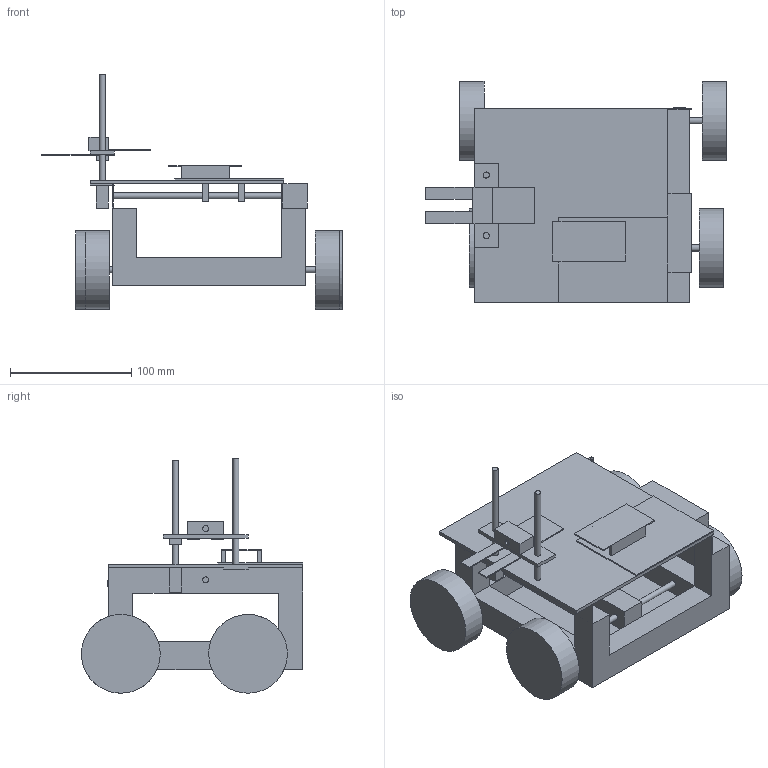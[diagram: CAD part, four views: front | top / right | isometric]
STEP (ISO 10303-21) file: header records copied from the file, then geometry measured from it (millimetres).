
FILE_DESCRIPTION(('STEP AP203'), '1');
FILE_NAME('ﾄⅲ糴韭', '', ('UNSPECIFIED'), ('UNSPECIFIED'), 'C3D Converter', 'C3D Toolkit', '');
FILE_SCHEMA(('CONFIG_CONTROL_DESIGN'));
Length unit declared in the file: millimetre
Assembly tree (18 placements, depth 2):
  (unnamed)
    (unnamed)
    (unnamed)
    (unnamed)  x2
    (unnamed)
    (unnamed)
    (unnamed)  x3
    (unnamed)
    (unnamed)
    (unnamed)
    (unnamed)
    (unnamed)
    (unnamed)
    (unnamed)
    (unnamed)  x2
Bounding box: 248.11 x 182.5 x 193.5 mm (x, y, z)
Volume: 806986.8 mm3; surface area: 264090.7 mm2
Topology: 18 solids, 18 shells, 198 faces, 427 edges, 278 vertices
Faces by surface type: plane 159, cylinder 39
Full cylindrical faces by diameter (mm): 3 x2, 5 x27, 65 x4
Entity records: 5817 total; most frequent: DIRECTION 820, CARTESIAN_POINT 818, ORIENTED_EDGE 736, EDGE_CURVE 368, LINE 304, VECTOR 304, AXIS2_PLACEMENT_3D 258, VERTEX_POINT 256
